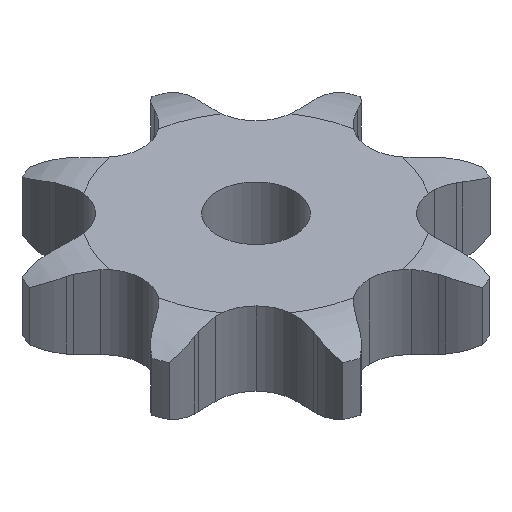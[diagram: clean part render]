
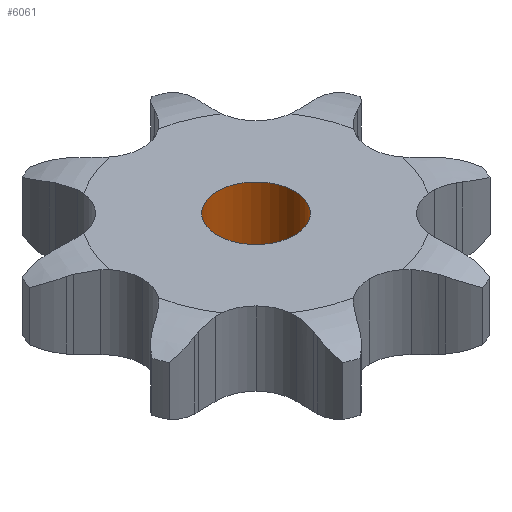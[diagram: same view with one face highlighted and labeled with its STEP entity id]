
A CAD part, isometric view. The second image highlights one B-rep face of the part: STEP entity #6061.
In plain terms, the highlighted cylindrical face has radius 12.5 mm (diameter 25 mm), a full revolution.
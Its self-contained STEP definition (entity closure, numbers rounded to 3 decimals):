
#491 = PLANE('',#492);
#492 = AXIS2_PLACEMENT_3D('',#493,#494,#495);
#493 = CARTESIAN_POINT('',(0.001,0.,24.1));
#494 = DIRECTION('',(-0.,-0.,-1.));
#495 = DIRECTION('',(-1.,0.,0.));
#691 = PLANE('',#692);
#692 = AXIS2_PLACEMENT_3D('',#693,#694,#695);
#693 = CARTESIAN_POINT('',(0.001,0.,0.));
#694 = DIRECTION('',(-0.,-0.,-1.));
#695 = DIRECTION('',(-1.,0.,0.));
#1732 = EDGE_CURVE('',#1733,#1733,#1735,.T.);
#1733 = VERTEX_POINT('',#1734);
#1734 = CARTESIAN_POINT('',(12.5,0.,24.1));
#1735 = SURFACE_CURVE('',#1736,(#1741,#1752),.PCURVE_S1.);
#1736 = CIRCLE('',#1737,12.5);
#1737 = AXIS2_PLACEMENT_3D('',#1738,#1739,#1740);
#1738 = CARTESIAN_POINT('',(0.,0.,24.1));
#1739 = DIRECTION('',(0.,0.,1.));
#1740 = DIRECTION('',(1.,0.,0.));
#1741 = PCURVE('',#491,#1742);
#1742 = DEFINITIONAL_REPRESENTATION('',(#1743),#1751);
#1743 = ( BOUNDED_CURVE() B_SPLINE_CURVE(2,(#1744,#1745,#1746,#1747,
#1748,#1749,#1750),.UNSPECIFIED.,.T.,.F.) B_SPLINE_CURVE_WITH_KNOTS((1,2
    ,2,2,2,1),(-2.094,0.,2.094,4.189,
6.283,8.378),.UNSPECIFIED.) CURVE() 
GEOMETRIC_REPRESENTATION_ITEM() RATIONAL_B_SPLINE_CURVE((1.,0.5,1.,0.5,
1.,0.5,1.)) REPRESENTATION_ITEM('') );
#1744 = CARTESIAN_POINT('',(-12.499,0.));
#1745 = CARTESIAN_POINT('',(-12.499,21.651));
#1746 = CARTESIAN_POINT('',(6.251,10.825));
#1747 = CARTESIAN_POINT('',(25.001,0.));
#1748 = CARTESIAN_POINT('',(6.251,-10.825));
#1749 = CARTESIAN_POINT('',(-12.499,-21.651));
#1750 = CARTESIAN_POINT('',(-12.499,0.));
#1751 = ( GEOMETRIC_REPRESENTATION_CONTEXT(2) 
PARAMETRIC_REPRESENTATION_CONTEXT() REPRESENTATION_CONTEXT('2D SPACE',''
  ) );
#1752 = PCURVE('',#1753,#1758);
#1753 = CYLINDRICAL_SURFACE('',#1754,12.5);
#1754 = AXIS2_PLACEMENT_3D('',#1755,#1756,#1757);
#1755 = CARTESIAN_POINT('',(0.,0.,194.31));
#1756 = DIRECTION('',(0.,0.,1.));
#1757 = DIRECTION('',(1.,0.,0.));
#1758 = DEFINITIONAL_REPRESENTATION('',(#1759),#1763);
#1759 = LINE('',#1760,#1761);
#1760 = CARTESIAN_POINT('',(0.,-170.21));
#1761 = VECTOR('',#1762,1.);
#1762 = DIRECTION('',(1.,0.));
#1763 = ( GEOMETRIC_REPRESENTATION_CONTEXT(2) 
PARAMETRIC_REPRESENTATION_CONTEXT() REPRESENTATION_CONTEXT('2D SPACE',''
  ) );
#2531 = EDGE_CURVE('',#2532,#2532,#2534,.T.);
#2532 = VERTEX_POINT('',#2533);
#2533 = CARTESIAN_POINT('',(12.5,0.,0.));
#2534 = SURFACE_CURVE('',#2535,(#2540,#2551),.PCURVE_S1.);
#2535 = CIRCLE('',#2536,12.5);
#2536 = AXIS2_PLACEMENT_3D('',#2537,#2538,#2539);
#2537 = CARTESIAN_POINT('',(0.,0.,0.));
#2538 = DIRECTION('',(0.,0.,1.));
#2539 = DIRECTION('',(1.,0.,0.));
#2540 = PCURVE('',#691,#2541);
#2541 = DEFINITIONAL_REPRESENTATION('',(#2542),#2550);
#2542 = ( BOUNDED_CURVE() B_SPLINE_CURVE(2,(#2543,#2544,#2545,#2546,
#2547,#2548,#2549),.UNSPECIFIED.,.T.,.F.) B_SPLINE_CURVE_WITH_KNOTS((1,2
    ,2,2,2,1),(-2.094,0.,2.094,4.189,
6.283,8.378),.UNSPECIFIED.) CURVE() 
GEOMETRIC_REPRESENTATION_ITEM() RATIONAL_B_SPLINE_CURVE((1.,0.5,1.,0.5,
1.,0.5,1.)) REPRESENTATION_ITEM('') );
#2543 = CARTESIAN_POINT('',(-12.499,0.));
#2544 = CARTESIAN_POINT('',(-12.499,21.651));
#2545 = CARTESIAN_POINT('',(6.251,10.825));
#2546 = CARTESIAN_POINT('',(25.001,0.));
#2547 = CARTESIAN_POINT('',(6.251,-10.825));
#2548 = CARTESIAN_POINT('',(-12.499,-21.651));
#2549 = CARTESIAN_POINT('',(-12.499,0.));
#2550 = ( GEOMETRIC_REPRESENTATION_CONTEXT(2) 
PARAMETRIC_REPRESENTATION_CONTEXT() REPRESENTATION_CONTEXT('2D SPACE',''
  ) );
#2551 = PCURVE('',#1753,#2552);
#2552 = DEFINITIONAL_REPRESENTATION('',(#2553),#2557);
#2553 = LINE('',#2554,#2555);
#2554 = CARTESIAN_POINT('',(0.,-194.31));
#2555 = VECTOR('',#2556,1.);
#2556 = DIRECTION('',(1.,0.));
#2557 = ( GEOMETRIC_REPRESENTATION_CONTEXT(2) 
PARAMETRIC_REPRESENTATION_CONTEXT() REPRESENTATION_CONTEXT('2D SPACE',''
  ) );
#6061 = ADVANCED_FACE('',(#6062),#1753,.F.);
#6062 = FACE_BOUND('',#6063,.F.);
#6063 = EDGE_LOOP('',(#6064,#6065,#6086,#6087));
#6064 = ORIENTED_EDGE('',*,*,#1732,.F.);
#6065 = ORIENTED_EDGE('',*,*,#6066,.T.);
#6066 = EDGE_CURVE('',#1733,#2532,#6067,.T.);
#6067 = SEAM_CURVE('',#6068,(#6072,#6079),.PCURVE_S1.);
#6068 = LINE('',#6069,#6070);
#6069 = CARTESIAN_POINT('',(12.5,0.,194.31));
#6070 = VECTOR('',#6071,1.);
#6071 = DIRECTION('',(-0.,-0.,-1.));
#6072 = PCURVE('',#1753,#6073);
#6073 = DEFINITIONAL_REPRESENTATION('',(#6074),#6078);
#6074 = LINE('',#6075,#6076);
#6075 = CARTESIAN_POINT('',(6.283,0.));
#6076 = VECTOR('',#6077,1.);
#6077 = DIRECTION('',(0.,-1.));
#6078 = ( GEOMETRIC_REPRESENTATION_CONTEXT(2) 
PARAMETRIC_REPRESENTATION_CONTEXT() REPRESENTATION_CONTEXT('2D SPACE',''
  ) );
#6079 = PCURVE('',#1753,#6080);
#6080 = DEFINITIONAL_REPRESENTATION('',(#6081),#6085);
#6081 = LINE('',#6082,#6083);
#6082 = CARTESIAN_POINT('',(0.,0.));
#6083 = VECTOR('',#6084,1.);
#6084 = DIRECTION('',(0.,-1.));
#6085 = ( GEOMETRIC_REPRESENTATION_CONTEXT(2) 
PARAMETRIC_REPRESENTATION_CONTEXT() REPRESENTATION_CONTEXT('2D SPACE',''
  ) );
#6086 = ORIENTED_EDGE('',*,*,#2531,.T.);
#6087 = ORIENTED_EDGE('',*,*,#6066,.F.);
